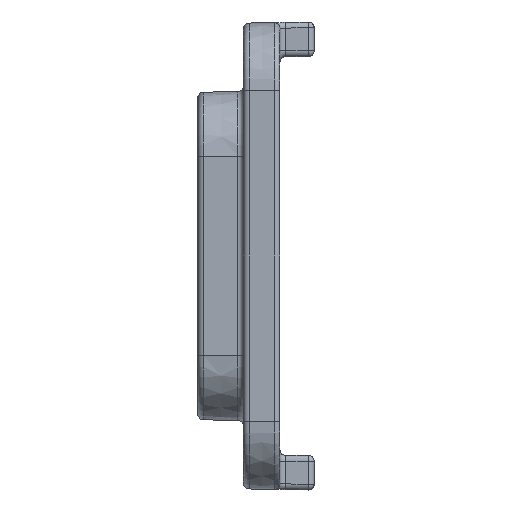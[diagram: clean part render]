
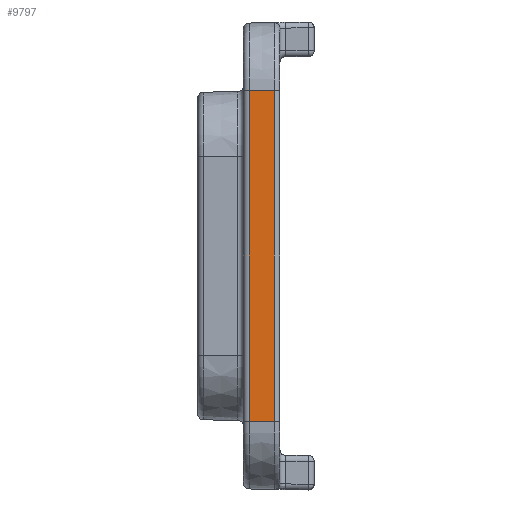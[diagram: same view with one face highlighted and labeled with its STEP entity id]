
A CAD part, left-side view. The second image highlights one B-rep face of the part: STEP entity #9797.
In plain terms, the highlighted planar face has unit normal (-1, 0.018, 0).
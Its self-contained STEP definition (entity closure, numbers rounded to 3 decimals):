
#815 = EDGE_LOOP ( 'NONE', ( #15982, #15531, #15116, #3134 ) ) ;
#958 = VECTOR ( 'NONE', #13271, 1000. ) ;
#1132 = CARTESIAN_POINT ( 'NONE',  ( -41.875, 26.8, 0. ) ) ;
#1943 = AXIS2_PLACEMENT_3D ( 'NONE', #1132, #13035, #5124 ) ;
#2106 = VECTOR ( 'NONE', #4106, 1000. ) ;
#2144 = VERTEX_POINT ( 'NONE', #15849 ) ;
#2688 = CARTESIAN_POINT ( 'NONE',  ( -41.851, 28.154, 7.6 ) ) ;
#2784 = LINE ( 'NONE', #7648, #16471 ) ;
#3134 = ORIENTED_EDGE ( 'NONE', *, *, #13168, .T. ) ;
#3810 = PLANE ( 'NONE',  #1943 ) ;
#3831 = DIRECTION ( 'NONE',  ( 0., 0., 1. ) ) ;
#4106 = DIRECTION ( 'NONE',  ( 0.017, 1., 0. ) ) ;
#4325 = CARTESIAN_POINT ( 'NONE',  ( -41.871, 27.054, -6.9 ) ) ;
#4902 = VECTOR ( 'NONE', #3831, 1000. ) ;
#5097 = DIRECTION ( 'NONE',  ( -0.017, -1., 0. ) ) ;
#5124 = DIRECTION ( 'NONE',  ( -0.017, -1., 0. ) ) ;
#5529 = EDGE_CURVE ( 'NONE', #14459, #13725, #2784, .T. ) ;
#6531 = FACE_OUTER_BOUND ( 'NONE', #815, .T. ) ;
#7203 = EDGE_CURVE ( 'NONE', #13725, #2144, #11899, .T. ) ;
#7648 = CARTESIAN_POINT ( 'NONE',  ( -41.875, 26.8, -6.9 ) ) ;
#7754 = CARTESIAN_POINT ( 'NONE',  ( -41.871, 27.054, 7.6 ) ) ;
#7992 = LINE ( 'NONE', #8019, #958 ) ;
#8019 = CARTESIAN_POINT ( 'NONE',  ( -41.851, 28.154, -6.9 ) ) ;
#9797 = ADVANCED_FACE ( 'NONE', ( #6531 ), #3810, .T. ) ;
#11116 = CARTESIAN_POINT ( 'NONE',  ( -41.851, 28.154, -6.9 ) ) ;
#11491 = EDGE_CURVE ( 'NONE', #2144, #15821, #12225, .T. ) ;
#11899 = LINE ( 'NONE', #7754, #4902 ) ;
#12225 = LINE ( 'NONE', #16124, #2106 ) ;
#13035 = DIRECTION ( 'NONE',  ( -1., 0.017, 0. ) ) ;
#13168 = EDGE_CURVE ( 'NONE', #15821, #14459, #7992, .T. ) ;
#13271 = DIRECTION ( 'NONE',  ( 0., 0., -1. ) ) ;
#13725 = VERTEX_POINT ( 'NONE', #4325 ) ;
#14459 = VERTEX_POINT ( 'NONE', #11116 ) ;
#15116 = ORIENTED_EDGE ( 'NONE', *, *, #11491, .T. ) ;
#15531 = ORIENTED_EDGE ( 'NONE', *, *, #7203, .T. ) ;
#15821 = VERTEX_POINT ( 'NONE', #2688 ) ;
#15849 = CARTESIAN_POINT ( 'NONE',  ( -41.871, 27.054, 7.6 ) ) ;
#15982 = ORIENTED_EDGE ( 'NONE', *, *, #5529, .T. ) ;
#16124 = CARTESIAN_POINT ( 'NONE',  ( -41.875, 26.8, 7.6 ) ) ;
#16471 = VECTOR ( 'NONE', #5097, 1000. ) ;
